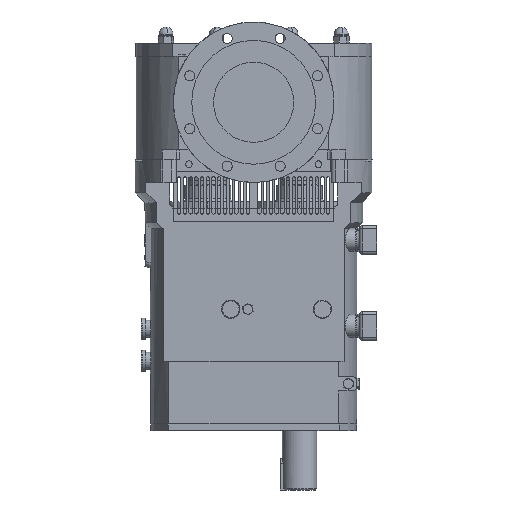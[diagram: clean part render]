
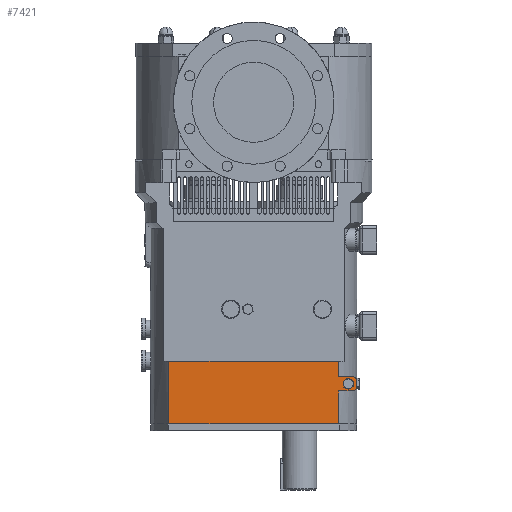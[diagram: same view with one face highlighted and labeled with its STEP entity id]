
A CAD part, left-side view. The second image highlights one B-rep face of the part: STEP entity #7421.
In plain terms, the highlighted planar face has unit normal (-1, 0, 0).
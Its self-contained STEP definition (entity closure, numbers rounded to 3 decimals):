
#51 = DIRECTION ( 'NONE',  ( 0., 0., 1. ) ) ;
#116 = VECTOR ( 'NONE', #51, 1000. ) ;
#175 = VERTEX_POINT ( 'NONE', #31920 ) ;
#693 = EDGE_CURVE ( 'NONE', #27397, #42450, #30709, .T. ) ;
#1417 = ORIENTED_EDGE ( 'NONE', *, *, #39597, .T. ) ;
#1870 = EDGE_LOOP ( 'NONE', ( #30372, #7500, #30079, #38581, #26986, #39224 ) ) ;
#2210 = EDGE_CURVE ( 'NONE', #28765, #42450, #34737, .T. ) ;
#2334 = ORIENTED_EDGE ( 'NONE', *, *, #693, .T. ) ;
#2856 = CARTESIAN_POINT ( 'NONE',  ( -102.5, -147.965, 93. ) ) ;
#2956 = CARTESIAN_POINT ( 'NONE',  ( -102.5, -147.965, 57.5 ) ) ;
#4097 = DIRECTION ( 'NONE',  ( 0., -0.089, -0.996 ) ) ;
#4320 = LINE ( 'NONE', #4963, #23415 ) ;
#4334 = VECTOR ( 'NONE', #15432, 1000. ) ;
#4350 = CARTESIAN_POINT ( 'NONE',  ( -102.5, 207.001, 82.5 ) ) ;
#4366 = DIRECTION ( 'NONE',  ( 0., -1., 0. ) ) ;
#4519 = EDGE_CURVE ( 'NONE', #20231, #41627, #21986, .T. ) ;
#4527 = LINE ( 'NONE', #11321, #30274 ) ;
#4963 = CARTESIAN_POINT ( 'NONE',  ( -102.5, -147.965, 93. ) ) ;
#5907 = CARTESIAN_POINT ( 'NONE',  ( -102.5, -180., 74.5 ) ) ;
#6389 = DIRECTION ( 'NONE',  ( 0., 0., -1. ) ) ;
#6476 = EDGE_CURVE ( 'NONE', #175, #35010, #29107, .T. ) ;
#6940 = CARTESIAN_POINT ( 'NONE',  ( -102.5, -147.965, 93. ) ) ;
#7291 = ORIENTED_EDGE ( 'NONE', *, *, #7999, .F. ) ;
#7377 = AXIS2_PLACEMENT_3D ( 'NONE', #24296, #16876, #14239 ) ;
#7421 = ADVANCED_FACE ( 'NONE', ( #39161, #38733 ), #25845, .F. ) ;
#7500 = ORIENTED_EDGE ( 'NONE', *, *, #18893, .T. ) ;
#7645 = LINE ( 'NONE', #30622, #22077 ) ;
#7667 = AXIS2_PLACEMENT_3D ( 'NONE', #32725, #29027, #12836 ) ;
#7957 = CARTESIAN_POINT ( 'NONE',  ( -102.5, -180., 65.5 ) ) ;
#7999 = EDGE_CURVE ( 'NONE', #37413, #20071, #4320, .T. ) ;
#8097 = VERTEX_POINT ( 'NONE', #17908 ) ;
#9198 = DIRECTION ( 'NONE',  ( 0., -0.818, 0.575 ) ) ;
#9208 = DIRECTION ( 'NONE',  ( 1., 0., 0. ) ) ;
#9694 = CARTESIAN_POINT ( 'NONE',  ( -102.5, -180., 57.5 ) ) ;
#10038 = DIRECTION ( 'NONE',  ( 0., 0.818, -0.575 ) ) ;
#10117 = LINE ( 'NONE', #9694, #116 ) ;
#10364 = DIRECTION ( 'NONE',  ( 0., -0.907, -0.421 ) ) ;
#10692 = EDGE_CURVE ( 'NONE', #8097, #175, #27046, .T. ) ;
#11321 = CARTESIAN_POINT ( 'NONE',  ( -102.5, -174.663, 58.109 ) ) ;
#11483 = CARTESIAN_POINT ( 'NONE',  ( -102.5, 147.965, 109. ) ) ;
#11697 = CARTESIAN_POINT ( 'NONE',  ( -102.5, -147.965, 109. ) ) ;
#12149 = VECTOR ( 'NONE', #9198, 1000. ) ;
#12216 = LINE ( 'NONE', #32537, #24057 ) ;
#12469 = VERTEX_POINT ( 'NONE', #39827 ) ;
#12836 = DIRECTION ( 'NONE',  ( 0., 1., 0. ) ) ;
#13886 = CARTESIAN_POINT ( 'NONE',  ( -102.5, -174.371, 75.098 ) ) ;
#14239 = DIRECTION ( 'NONE',  ( 0., 1., 0. ) ) ;
#15132 = CARTESIAN_POINT ( 'NONE',  ( -102.5, -164.73, 59.335 ) ) ;
#15432 = DIRECTION ( 'NONE',  ( 0., -1., 0. ) ) ;
#15722 = AXIS2_PLACEMENT_3D ( 'NONE', #2856, #9208, #32815 ) ;
#16307 = VECTOR ( 'NONE', #10364, 1000. ) ;
#16605 = LINE ( 'NONE', #6940, #16618 ) ;
#16618 = VECTOR ( 'NONE', #27301, 1000. ) ;
#16876 = DIRECTION ( 'NONE',  ( -1., 0., 0. ) ) ;
#17278 = VECTOR ( 'NONE', #10038, 1000. ) ;
#17908 = CARTESIAN_POINT ( 'NONE',  ( -102.5, -156.899, 64.311 ) ) ;
#17971 = VERTEX_POINT ( 'NONE', #7957 ) ;
#18893 = EDGE_CURVE ( 'NONE', #42007, #8097, #33569, .T. ) ;
#19493 = LINE ( 'NONE', #15132, #17278 ) ;
#19895 = VERTEX_POINT ( 'NONE', #41831 ) ;
#19997 = CARTESIAN_POINT ( 'NONE',  ( -102.5, -165.876, 60.14 ) ) ;
#20071 = VERTEX_POINT ( 'NONE', #40267 ) ;
#20231 = VERTEX_POINT ( 'NONE', #40705 ) ;
#20291 = EDGE_CURVE ( 'NONE', #30995, #42007, #19493, .T. ) ;
#20384 = VECTOR ( 'NONE', #37377, 1000. ) ;
#20491 = CARTESIAN_POINT ( 'NONE',  ( -102.5, -167.146, 59.55 ) ) ;
#21986 = LINE ( 'NONE', #11483, #4334 ) ;
#22034 = CARTESIAN_POINT ( 'NONE',  ( -102.5, -173.977, 65.829 ) ) ;
#22077 = VECTOR ( 'NONE', #4366, 1000. ) ;
#23415 = VECTOR ( 'NONE', #24459, 1000. ) ;
#23886 = ORIENTED_EDGE ( 'NONE', *, *, #36120, .T. ) ;
#24057 = VECTOR ( 'NONE', #25559, 1000. ) ;
#24296 = CARTESIAN_POINT ( 'NONE',  ( -102.5, -172., 65.5 ) ) ;
#24459 = DIRECTION ( 'NONE',  ( 0., 0., -1. ) ) ;
#24695 = VECTOR ( 'NONE', #40568, 1000. ) ;
#25323 = EDGE_CURVE ( 'NONE', #35010, #19895, #33536, .T. ) ;
#25559 = DIRECTION ( 'NONE',  ( 0., -1., 0. ) ) ;
#25845 = PLANE ( 'NONE',  #15722 ) ;
#26113 = CARTESIAN_POINT ( 'NONE',  ( -102.5, -164.124, 79.86 ) ) ;
#26986 = ORIENTED_EDGE ( 'NONE', *, *, #25323, .T. ) ;
#27046 = LINE ( 'NONE', #27482, #41211 ) ;
#27262 = VERTEX_POINT ( 'NONE', #41148 ) ;
#27301 = DIRECTION ( 'NONE',  ( 0., 0., -1. ) ) ;
#27397 = VERTEX_POINT ( 'NONE', #5907 ) ;
#27482 = CARTESIAN_POINT ( 'NONE',  ( -102.5, -157.585, 56.591 ) ) ;
#27753 = VECTOR ( 'NONE', #6389, 1000. ) ;
#28765 = VERTEX_POINT ( 'NONE', #41456 ) ;
#28956 = LINE ( 'NONE', #39629, #27753 ) ;
#29027 = DIRECTION ( 'NONE',  ( -1., 0., 0. ) ) ;
#29107 = LINE ( 'NONE', #42646, #12149 ) ;
#29880 = ORIENTED_EDGE ( 'NONE', *, *, #38169, .T. ) ;
#30079 = ORIENTED_EDGE ( 'NONE', *, *, #10692, .T. ) ;
#30274 = VECTOR ( 'NONE', #4097, 1000. ) ;
#30292 = ORIENTED_EDGE ( 'NONE', *, *, #38216, .T. ) ;
#30372 = ORIENTED_EDGE ( 'NONE', *, *, #20291, .T. ) ;
#30439 = ORIENTED_EDGE ( 'NONE', *, *, #40393, .F. ) ;
#30622 = CARTESIAN_POINT ( 'NONE',  ( -102.5, 207.001, 57.5 ) ) ;
#30709 = CIRCLE ( 'NONE', #7667, 8. ) ;
#30754 = DIRECTION ( 'NONE',  ( 0., 0.089, 0.996 ) ) ;
#30995 = VERTEX_POINT ( 'NONE', #22034 ) ;
#31360 = EDGE_CURVE ( 'NONE', #17971, #27397, #10117, .T. ) ;
#31920 = CARTESIAN_POINT ( 'NONE',  ( -102.5, -156.023, 74.171 ) ) ;
#32537 = CARTESIAN_POINT ( 'NONE',  ( -102.5, -147.965, 0. ) ) ;
#32630 = ORIENTED_EDGE ( 'NONE', *, *, #4519, .F. ) ;
#32725 = CARTESIAN_POINT ( 'NONE',  ( -102.5, -172., 74.5 ) ) ;
#32815 = DIRECTION ( 'NONE',  ( 0., 1., 0. ) ) ;
#33536 = LINE ( 'NONE', #13886, #16307 ) ;
#33569 = LINE ( 'NONE', #20491, #24695 ) ;
#33630 = EDGE_LOOP ( 'NONE', ( #29880, #30292, #37021, #2334, #33942, #30439, #32630, #1417, #23886, #7291 ) ) ;
#33942 = ORIENTED_EDGE ( 'NONE', *, *, #2210, .F. ) ;
#34737 = LINE ( 'NONE', #4350, #20384 ) ;
#34865 = EDGE_CURVE ( 'NONE', #19895, #30995, #4527, .T. ) ;
#35010 = VERTEX_POINT ( 'NONE', #26113 ) ;
#36105 = CARTESIAN_POINT ( 'NONE',  ( -102.5, -172., 82.5 ) ) ;
#36120 = EDGE_CURVE ( 'NONE', #27262, #20071, #12216, .T. ) ;
#37021 = ORIENTED_EDGE ( 'NONE', *, *, #31360, .T. ) ;
#37377 = DIRECTION ( 'NONE',  ( 0., -1., 0. ) ) ;
#37413 = VERTEX_POINT ( 'NONE', #2956 ) ;
#38169 = EDGE_CURVE ( 'NONE', #37413, #12469, #7645, .T. ) ;
#38216 = EDGE_CURVE ( 'NONE', #12469, #17971, #42274, .T. ) ;
#38581 = ORIENTED_EDGE ( 'NONE', *, *, #6476, .T. ) ;
#38733 = FACE_OUTER_BOUND ( 'NONE', #33630, .T. ) ;
#39161 = FACE_BOUND ( 'NONE', #1870, .T. ) ;
#39224 = ORIENTED_EDGE ( 'NONE', *, *, #34865, .T. ) ;
#39597 = EDGE_CURVE ( 'NONE', #20231, #27262, #28956, .T. ) ;
#39629 = CARTESIAN_POINT ( 'NONE',  ( -102.5, 147.965, 93. ) ) ;
#39827 = CARTESIAN_POINT ( 'NONE',  ( -102.5, -172., 57.5 ) ) ;
#40267 = CARTESIAN_POINT ( 'NONE',  ( -102.5, -147.965, 0. ) ) ;
#40393 = EDGE_CURVE ( 'NONE', #41627, #28765, #16605, .T. ) ;
#40568 = DIRECTION ( 'NONE',  ( 0., 0.907, 0.421 ) ) ;
#40705 = CARTESIAN_POINT ( 'NONE',  ( -102.5, 147.965, 109. ) ) ;
#41148 = CARTESIAN_POINT ( 'NONE',  ( -102.5, 147.965, 0. ) ) ;
#41211 = VECTOR ( 'NONE', #30754, 1000. ) ;
#41456 = CARTESIAN_POINT ( 'NONE',  ( -102.5, -147.965, 82.5 ) ) ;
#41627 = VERTEX_POINT ( 'NONE', #11697 ) ;
#41831 = CARTESIAN_POINT ( 'NONE',  ( -102.5, -173.101, 75.689 ) ) ;
#42007 = VERTEX_POINT ( 'NONE', #19997 ) ;
#42274 = CIRCLE ( 'NONE', #7377, 8. ) ;
#42450 = VERTEX_POINT ( 'NONE', #36105 ) ;
#42646 = CARTESIAN_POINT ( 'NONE',  ( -102.5, -154.877, 73.366 ) ) ;
